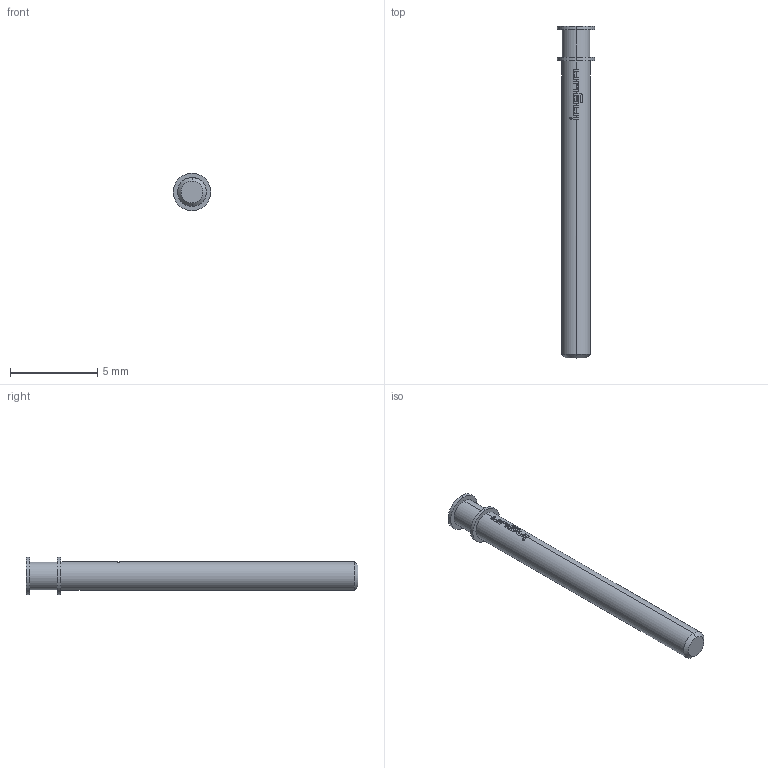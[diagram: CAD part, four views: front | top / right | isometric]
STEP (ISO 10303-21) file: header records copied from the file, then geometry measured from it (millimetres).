
FILE_DESCRIPTION (( 'STEP AP203' ), '1' );
FILE_NAME ('INGUN_KT-112_143_215_E02.STEP', '2022-04-26T08:52:08', ( 'ochi' ), ( '' ), 'SwSTEP 2.0', 'SolidWorks 2018', '' );
FILE_SCHEMA (( 'CONFIG_CONTROL_DESIGN' ));
Length unit declared in the file: millimetre
Products named in the file (1): INGUN_KT-112_143_215_E02
Bounding box: 2.15 x 19 x 2.15 mm (x, y, z)
Volume: 38.3 mm3; surface area: 117.9 mm2
Topology: 1 solids, 1 shells, 93 faces, 255 edges, 167 vertices
Faces by surface type: plane 45, bspline 22, cylinder 20, cone 6
Entity records: 3288 total; most frequent: CARTESIAN_POINT 1014, ORIENTED_EDGE 506, DIRECTION 393, EDGE_CURVE 253, VERTEX_POINT 167, AXIS2_PLACEMENT_3D 154, EDGE_LOOP 98, ADVANCED_FACE 93
